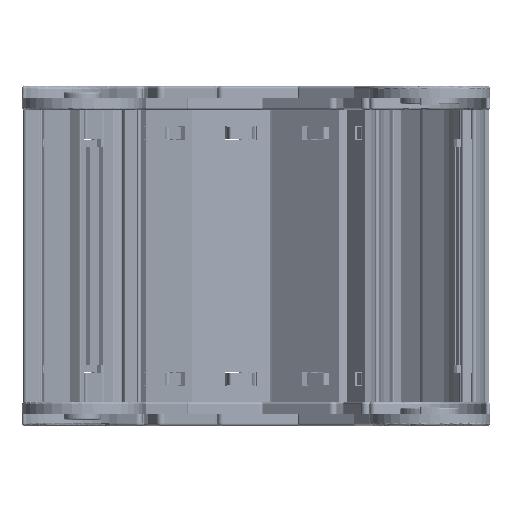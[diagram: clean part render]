
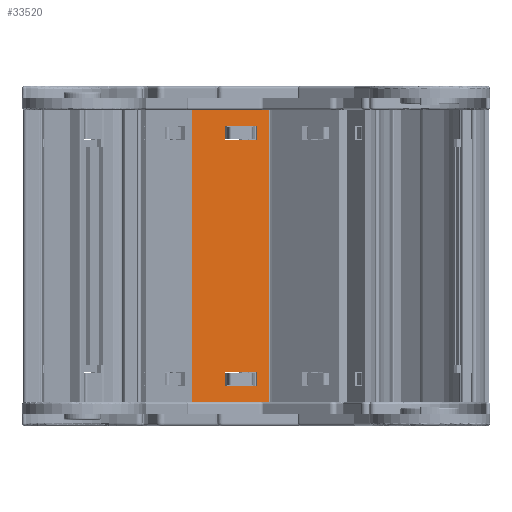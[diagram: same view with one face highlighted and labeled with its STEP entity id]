
A CAD part, left-side view. The second image highlights one B-rep face of the part: STEP entity #33520.
In plain terms, the highlighted face is planar.
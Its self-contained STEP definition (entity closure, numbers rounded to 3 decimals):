
#1240 = PLANE ( 'NONE',  #14660 ) ;
#1553 = ORIENTED_EDGE ( 'NONE', *, *, #38999, .F. ) ;
#1990 = EDGE_CURVE ( 'NONE', #21422, #26607, #6537, .T. ) ;
#2072 = FACE_OUTER_BOUND ( 'NONE', #36445, .T. ) ;
#3415 = DIRECTION ( 'NONE',  ( -1., 0., 0. ) ) ;
#3624 = DIRECTION ( 'NONE',  ( 0., 0., -1. ) ) ;
#4262 = CARTESIAN_POINT ( 'NONE',  ( -26.943, 121.399, -19.116 ) ) ;
#4496 = CARTESIAN_POINT ( 'NONE',  ( -63.423, 121.399, 225.553 ) ) ;
#4547 = DIRECTION ( 'NONE',  ( 0., 0., 1. ) ) ;
#4600 = LINE ( 'NONE', #33190, #15751 ) ;
#5097 = FACE_BOUND ( 'NONE', #19869, .T. ) ;
#5603 = DIRECTION ( 'NONE',  ( 0., 0., -1. ) ) ;
#5703 = ORIENTED_EDGE ( 'NONE', *, *, #22093, .T. ) ;
#6029 = LINE ( 'NONE', #4262, #38535 ) ;
#6063 = CARTESIAN_POINT ( 'NONE',  ( -26.943, 121.399, 87.184 ) ) ;
#6537 = LINE ( 'NONE', #16722, #17140 ) ;
#6804 = CARTESIAN_POINT ( 'NONE',  ( -26.943, 121.399, -25.416 ) ) ;
#7100 = CARTESIAN_POINT ( 'NONE',  ( -40.943, 121.399, -25.416 ) ) ;
#7877 = LINE ( 'NONE', #36505, #16999 ) ;
#8239 = EDGE_CURVE ( 'NONE', #30789, #29035, #6029, .T. ) ;
#8398 = CARTESIAN_POINT ( 'NONE',  ( -21.723, 121.399, 93.934 ) ) ;
#8467 = VERTEX_POINT ( 'NONE', #38875 ) ;
#8969 = DIRECTION ( 'NONE',  ( 0., 0., 1. ) ) ;
#9568 = CARTESIAN_POINT ( 'NONE',  ( -63.423, 121.399, -32.166 ) ) ;
#9651 = EDGE_CURVE ( 'NONE', #21351, #8467, #23205, .T. ) ;
#10827 = EDGE_CURVE ( 'NONE', #8467, #17483, #41977, .T. ) ;
#11446 = VECTOR ( 'NONE', #41172, 1000. ) ;
#11445 = DIRECTION ( 'NONE',  ( 0., 0., -1. ) ) ;
#11930 = DIRECTION ( 'NONE',  ( -1., 0., 0. ) ) ;
#12749 = ORIENTED_EDGE ( 'NONE', *, *, #8239, .F. ) ;
#13259 = EDGE_CURVE ( 'NONE', #32635, #30789, #7877, .T. ) ;
#13421 = ORIENTED_EDGE ( 'NONE', *, *, #22591, .F. ) ;
#13536 = VECTOR ( 'NONE', #11930, 1000. ) ;
#13738 = DIRECTION ( 'NONE',  ( 1., 0., 0. ) ) ;
#14021 = CARTESIAN_POINT ( 'NONE',  ( -63.423, 121.399, 93.934 ) ) ;
#14660 = AXIS2_PLACEMENT_3D ( 'NONE', #4496, #27188, #11445 ) ;
#15680 = VERTEX_POINT ( 'NONE', #6804 ) ;
#15751 = VECTOR ( 'NONE', #13738, 1000. ) ;
#16439 = CARTESIAN_POINT ( 'NONE',  ( -40.943, 121.399, -19.116 ) ) ;
#16722 = CARTESIAN_POINT ( 'NONE',  ( -63.423, 121.399, -32.166 ) ) ;
#16999 = VECTOR ( 'NONE', #4547, 1000. ) ;
#17140 = VECTOR ( 'NONE', #3415, 1000. ) ;
#17483 = VERTEX_POINT ( 'NONE', #41031 ) ;
#17934 = ORIENTED_EDGE ( 'NONE', *, *, #18663, .F. ) ;
#18466 = CARTESIAN_POINT ( 'NONE',  ( -40.943, 121.399, 80.884 ) ) ;
#18663 = EDGE_CURVE ( 'NONE', #35500, #21938, #30477, .T. ) ;
#18678 = EDGE_CURVE ( 'NONE', #17483, #32436, #4600, .T. ) ;
#19869 = EDGE_LOOP ( 'NONE', ( #35476, #24101, #26459, #21859 ) ) ;
#21351 = VERTEX_POINT ( 'NONE', #34108 ) ;
#21422 = VERTEX_POINT ( 'NONE', #37550 ) ;
#21859 = ORIENTED_EDGE ( 'NONE', *, *, #10827, .F. ) ;
#21938 = VERTEX_POINT ( 'NONE', #22384 ) ;
#22093 = EDGE_CURVE ( 'NONE', #35500, #21422, #42056, .T. ) ;
#22379 = FACE_BOUND ( 'NONE', #29900, .T. ) ;
#22384 = CARTESIAN_POINT ( 'NONE',  ( -63.423, 121.399, 93.934 ) ) ;
#22591 = EDGE_CURVE ( 'NONE', #29035, #15680, #36422, .T. ) ;
#23205 = LINE ( 'NONE', #27675, #13536 ) ;
#23364 = VECTOR ( 'NONE', #24117, 1000. ) ;
#24101 = ORIENTED_EDGE ( 'NONE', *, *, #26980, .F. ) ;
#24117 = DIRECTION ( 'NONE',  ( -1., 0., 0. ) ) ;
#25294 = LINE ( 'NONE', #37012, #28328 ) ;
#25621 = ORIENTED_EDGE ( 'NONE', *, *, #34602, .F. ) ;
#26459 = ORIENTED_EDGE ( 'NONE', *, *, #18678, .F. ) ;
#26607 = VERTEX_POINT ( 'NONE', #9568 ) ;
#26980 = EDGE_CURVE ( 'NONE', #32436, #21351, #41464, .T. ) ;
#27188 = DIRECTION ( 'NONE',  ( 0., -1., 0. ) ) ;
#27675 = CARTESIAN_POINT ( 'NONE',  ( -26.943, 121.399, 80.884 ) ) ;
#28328 = VECTOR ( 'NONE', #36737, 1000. ) ;
#29035 = VERTEX_POINT ( 'NONE', #33686 ) ;
#29900 = EDGE_LOOP ( 'NONE', ( #13421, #12749, #39835, #25621 ) ) ;
#30477 = LINE ( 'NONE', #14021, #23364 ) ;
#30789 = VERTEX_POINT ( 'NONE', #16439 ) ;
#30956 = VECTOR ( 'NONE', #33220, 1000. ) ;
#31403 = CARTESIAN_POINT ( 'NONE',  ( -40.943, 121.399, -25.416 ) ) ;
#32436 = VERTEX_POINT ( 'NONE', #39382 ) ;
#32635 = VERTEX_POINT ( 'NONE', #31403 ) ;
#32713 = CARTESIAN_POINT ( 'NONE',  ( -21.723, 121.399, 225.553 ) ) ;
#32752 = ORIENTED_EDGE ( 'NONE', *, *, #1990, .T. ) ;
#33190 = CARTESIAN_POINT ( 'NONE',  ( -40.943, 121.399, 87.184 ) ) ;
#33220 = DIRECTION ( 'NONE',  ( -1., 0., 0. ) ) ;
#33291 = VECTOR ( 'NONE', #8969, 1000. ) ;
#33520 = ADVANCED_FACE ( 'NONE', ( #2072, #5097, #22379 ), #1240, .F. ) ;
#33686 = CARTESIAN_POINT ( 'NONE',  ( -26.943, 121.399, -19.116 ) ) ;
#34108 = CARTESIAN_POINT ( 'NONE',  ( -26.943, 121.399, 80.884 ) ) ;
#34602 = EDGE_CURVE ( 'NONE', #15680, #32635, #39613, .T. ) ;
#35476 = ORIENTED_EDGE ( 'NONE', *, *, #9651, .F. ) ;
#35500 = VERTEX_POINT ( 'NONE', #8398 ) ;
#36422 = LINE ( 'NONE', #38134, #40514 ) ;
#36445 = EDGE_LOOP ( 'NONE', ( #5703, #32752, #1553, #17934 ) ) ;
#36496 = DIRECTION ( 'NONE',  ( 1., 0., 0. ) ) ;
#36505 = CARTESIAN_POINT ( 'NONE',  ( -40.943, 121.399, -19.116 ) ) ;
#36737 = DIRECTION ( 'NONE',  ( 0., 0., -1. ) ) ;
#37012 = CARTESIAN_POINT ( 'NONE',  ( -63.423, 121.399, 225.553 ) ) ;
#37550 = CARTESIAN_POINT ( 'NONE',  ( -21.723, 121.399, -32.166 ) ) ;
#38134 = CARTESIAN_POINT ( 'NONE',  ( -26.943, 121.399, -25.416 ) ) ;
#38535 = VECTOR ( 'NONE', #36496, 1000. ) ;
#38875 = CARTESIAN_POINT ( 'NONE',  ( -40.943, 121.399, 80.884 ) ) ;
#38987 = VECTOR ( 'NONE', #3624, 1000. ) ;
#38999 = EDGE_CURVE ( 'NONE', #21938, #26607, #25294, .T. ) ;
#39382 = CARTESIAN_POINT ( 'NONE',  ( -26.943, 121.399, 87.184 ) ) ;
#39613 = LINE ( 'NONE', #7100, #30956 ) ;
#39835 = ORIENTED_EDGE ( 'NONE', *, *, #13259, .F. ) ;
#40514 = VECTOR ( 'NONE', #5603, 1000. ) ;
#41031 = CARTESIAN_POINT ( 'NONE',  ( -40.943, 121.399, 87.184 ) ) ;
#41172 = DIRECTION ( 'NONE',  ( 0., 0., -1. ) ) ;
#41464 = LINE ( 'NONE', #6063, #11446 ) ;
#41977 = LINE ( 'NONE', #18466, #33291 ) ;
#42056 = LINE ( 'NONE', #32713, #38987 ) ;
